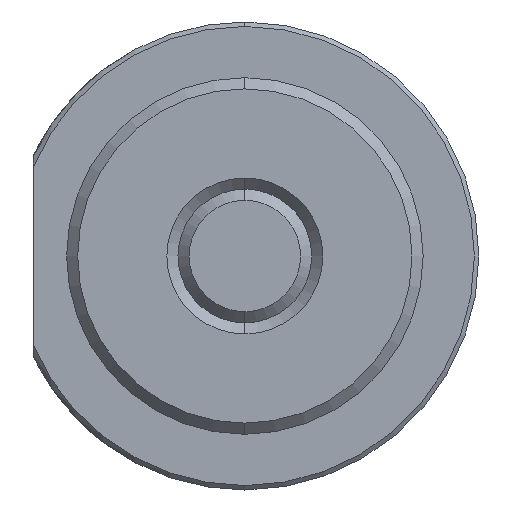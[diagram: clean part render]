
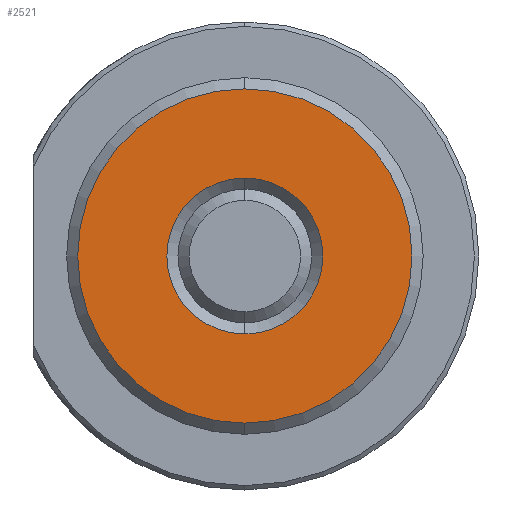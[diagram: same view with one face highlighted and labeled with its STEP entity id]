
A CAD part, left-side view. The second image highlights one B-rep face of the part: STEP entity #2521.
In plain terms, the highlighted planar face has unit normal (-1, 0, 0).
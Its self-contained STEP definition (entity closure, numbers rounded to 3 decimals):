
#172 = EDGE_CURVE ( 'NONE', #2823, #2887, #1851, .T. ) ;
#231 = AXIS2_PLACEMENT_3D ( 'NONE', #3266, #3367, #3324 ) ;
#240 = EDGE_CURVE ( 'NONE', #2887, #2823, #2565, .T. ) ;
#308 = EDGE_CURVE ( 'NONE', #2864, #2859, #1956, .T. ) ;
#316 = EDGE_CURVE ( 'NONE', #2859, #2864, #3166, .T. ) ;
#370 = AXIS2_PLACEMENT_3D ( 'NONE', #2575, #2713, #2574 ) ;
#376 = AXIS2_PLACEMENT_3D ( 'NONE', #2639, #2627, #2641 ) ;
#406 = AXIS2_PLACEMENT_3D ( 'NONE', #2776, #2777, #2758 ) ;
#513 = ORIENTED_EDGE ( 'NONE', *, *, #316, .T. ) ;
#514 = ORIENTED_EDGE ( 'NONE', *, *, #240, .T. ) ;
#519 = ORIENTED_EDGE ( 'NONE', *, *, #172, .T. ) ;
#524 = ORIENTED_EDGE ( 'NONE', *, *, #308, .T. ) ;
#570 = EDGE_LOOP ( 'NONE', ( #514, #519 ) ) ;
#618 = EDGE_LOOP ( 'NONE', ( #524, #513 ) ) ;
#1139 = AXIS2_PLACEMENT_3D ( 'NONE', #1359, #1361, #1362 ) ;
#1359 = CARTESIAN_POINT ( 'NONE',  ( 0., 3., 0. ) ) ;
#1360 = PLANE ( 'NONE',  #1139 ) ;
#1361 = DIRECTION ( 'NONE',  ( 1., 0., 0. ) ) ;
#1362 = DIRECTION ( 'NONE',  ( 0., 0., -1. ) ) ;
#1551 = CARTESIAN_POINT ( 'NONE',  ( 0., 0., -3.5 ) ) ;
#1585 = CARTESIAN_POINT ( 'NONE',  ( 0., 0., 7.5 ) ) ;
#1590 = CARTESIAN_POINT ( 'NONE',  ( 0., 0., -7.5 ) ) ;
#1613 = CARTESIAN_POINT ( 'NONE',  ( 0., 0., 3.5 ) ) ;
#1851 = CIRCLE ( 'NONE', #406, 3.5 ) ;
#1956 = CIRCLE ( 'NONE', #376, 7.5 ) ;
#2227 = FACE_BOUND ( 'NONE', #570, .T. ) ;
#2231 = FACE_OUTER_BOUND ( 'NONE', #618, .T. ) ;
#2521 = ADVANCED_FACE ( 'NONE', ( #2227, #2231 ), #1360, .F. ) ;
#2565 = CIRCLE ( 'NONE', #231, 3.5 ) ;
#2574 = DIRECTION ( 'NONE',  ( 0., 0., -1. ) ) ;
#2575 = CARTESIAN_POINT ( 'NONE',  ( 0., 0., 0. ) ) ;
#2627 = DIRECTION ( 'NONE',  ( -1., 0., 0. ) ) ;
#2639 = CARTESIAN_POINT ( 'NONE',  ( 0., 0., 0. ) ) ;
#2641 = DIRECTION ( 'NONE',  ( 0., 0., -1. ) ) ;
#2713 = DIRECTION ( 'NONE',  ( -1., 0., 0. ) ) ;
#2758 = DIRECTION ( 'NONE',  ( 0., 0., -1. ) ) ;
#2776 = CARTESIAN_POINT ( 'NONE',  ( 0., 0., 0. ) ) ;
#2777 = DIRECTION ( 'NONE',  ( 1., 0., 0. ) ) ;
#2823 = VERTEX_POINT ( 'NONE', #1551 ) ;
#2859 = VERTEX_POINT ( 'NONE', #1585 ) ;
#2864 = VERTEX_POINT ( 'NONE', #1590 ) ;
#2887 = VERTEX_POINT ( 'NONE', #1613 ) ;
#3166 = CIRCLE ( 'NONE', #370, 7.5 ) ;
#3266 = CARTESIAN_POINT ( 'NONE',  ( 0., 0., 0. ) ) ;
#3324 = DIRECTION ( 'NONE',  ( 0., 0., -1. ) ) ;
#3367 = DIRECTION ( 'NONE',  ( 1., 0., 0. ) ) ;
